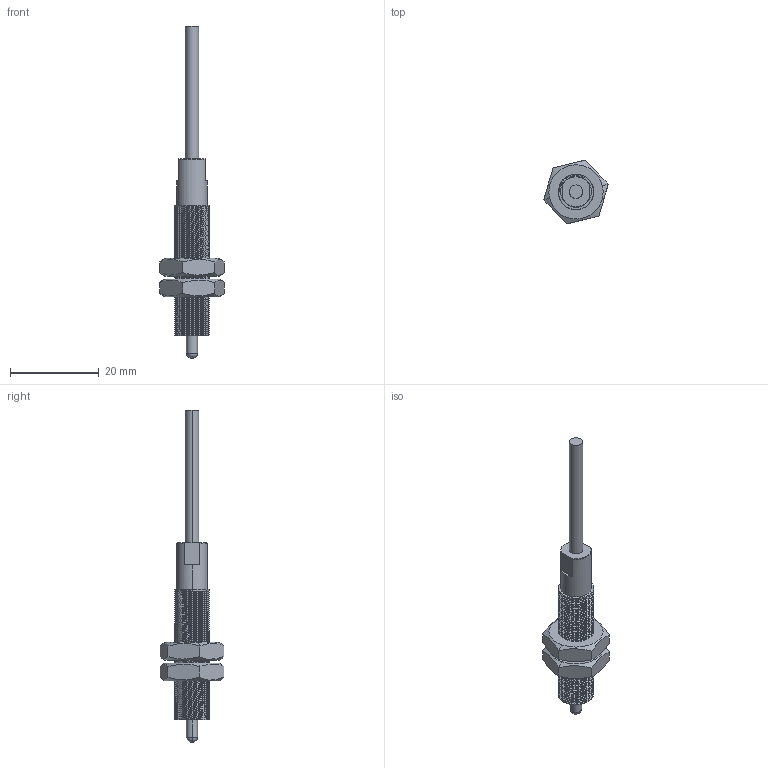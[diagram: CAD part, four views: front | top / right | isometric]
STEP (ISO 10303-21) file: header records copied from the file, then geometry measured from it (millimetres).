
FILE_DESCRIPTION (( 'STEP AP203' ), '1' );
FILE_NAME ('MR-T8P.STEP', '2018-08-08T09:43:53', ( 'XiaZaiMa.COM' ), ( 'Win10NeT.COM' ), 'SwSTEP 2.0', 'SolidWorks 2016', '' );
FILE_SCHEMA (( 'CONFIG_CONTROL_DESIGN' ));
Length unit declared in the file: millimetre
Products named in the file (3): MR-T8P; hex thin nuts-grades ab-chamfered gb_GB_FASTENER_NUT_STNAB M8-N
Assembly tree (3 placements, depth 2):
  MR-T8P
    MR-T8P
    hex thin nuts-grades ab-chamfered gb_GB_FASTENER_NUT_STNAB M8-N  x2
Bounding box: 14.59 x 14.4 x 75 mm (x, y, z)
Volume: 2907.1 mm3; surface area: 2715.2 mm2
Topology: 3 solids, 3 shells, 127 faces, 335 edges, 217 vertices
Faces by surface type: cylinder 76, plane 26, cone 20, bspline 3, torus 2
Full cylindrical faces by diameter (mm): 8 x64
Entity records: 11324 total; most frequent: CARTESIAN_POINT 8660, ORIENTED_EDGE 590, DIRECTION 404, EDGE_CURVE 295, VERTEX_POINT 193, AXIS2_PLACEMENT_3D 151, EDGE_LOOP 114, FACE_OUTER_BOUND 109
